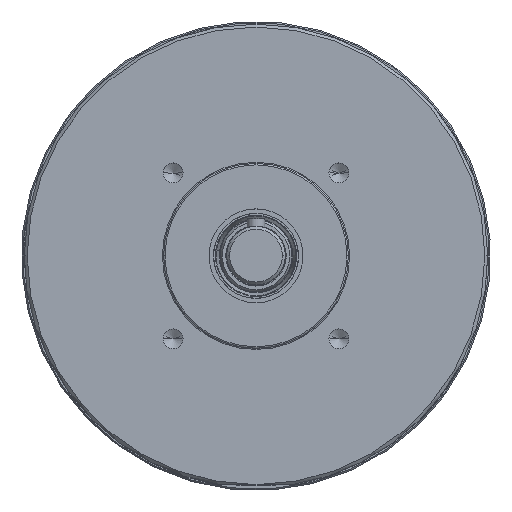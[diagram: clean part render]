
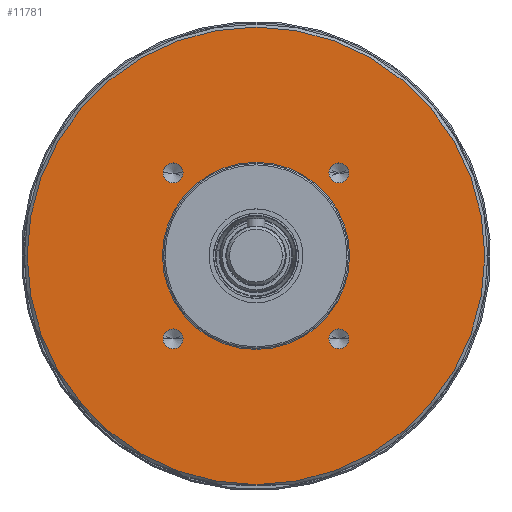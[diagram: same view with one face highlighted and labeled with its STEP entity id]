
A CAD part, top view. The second image highlights one B-rep face of the part: STEP entity #11781.
In plain terms, the highlighted planar face has unit normal (0, 0, 1).
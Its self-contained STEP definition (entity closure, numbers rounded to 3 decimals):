
#1063 = AXIS2_PLACEMENT_3D ( 'NONE', #12690, #12375, #25034 ) ;
#1148 = CIRCLE ( 'NONE', #5299, 3.4 ) ;
#1247 = CARTESIAN_POINT ( 'NONE',  ( 0., -78., -5. ) ) ;
#1300 = EDGE_CURVE ( 'NONE', #13893, #21858, #19363, .T. ) ;
#1308 = CARTESIAN_POINT ( 'NONE',  ( -28.284, -28.284, -5. ) ) ;
#1909 = ORIENTED_EDGE ( 'NONE', *, *, #27391, .F. ) ;
#2089 = CARTESIAN_POINT ( 'NONE',  ( 24.884, -28.284, -5. ) ) ;
#2183 = AXIS2_PLACEMENT_3D ( 'NONE', #13272, #13104, #23014 ) ;
#2249 = CARTESIAN_POINT ( 'NONE',  ( 31.684, -28.284, -5. ) ) ;
#2601 = DIRECTION ( 'NONE',  ( 1., 0., 0. ) ) ;
#2837 = DIRECTION ( 'NONE',  ( 1., 0., 0. ) ) ;
#2840 = AXIS2_PLACEMENT_3D ( 'NONE', #1308, #28574, #6032 ) ;
#3186 = FACE_BOUND ( 'NONE', #30239, .T. ) ;
#3329 = VERTEX_POINT ( 'NONE', #26307 ) ;
#3373 = ORIENTED_EDGE ( 'NONE', *, *, #19743, .F. ) ;
#3842 = FACE_BOUND ( 'NONE', #7147, .T. ) ;
#4071 = DIRECTION ( 'NONE',  ( 0., 0., 1. ) ) ;
#4512 = EDGE_CURVE ( 'NONE', #29376, #3329, #12036, .T. ) ;
#4563 = CARTESIAN_POINT ( 'NONE',  ( -78., 0., -5. ) ) ;
#4651 = CARTESIAN_POINT ( 'NONE',  ( -24.884, 28.284, -5. ) ) ;
#4719 = EDGE_LOOP ( 'NONE', ( #11645, #12943 ) ) ;
#4831 = DIRECTION ( 'NONE',  ( 0., 0., 1. ) ) ;
#5047 = CARTESIAN_POINT ( 'NONE',  ( 0., 0., -5. ) ) ;
#5299 = AXIS2_PLACEMENT_3D ( 'NONE', #22809, #4831, #22505 ) ;
#5434 = CARTESIAN_POINT ( 'NONE',  ( 0., 0., -5. ) ) ;
#5475 = ORIENTED_EDGE ( 'NONE', *, *, #28732, .F. ) ;
#5694 = VERTEX_POINT ( 'NONE', #28305 ) ;
#6032 = DIRECTION ( 'NONE',  ( 1., 0., 0. ) ) ;
#6333 = AXIS2_PLACEMENT_3D ( 'NONE', #5434, #22315, #2837 ) ;
#6521 = CIRCLE ( 'NONE', #24643, 3.4 ) ;
#6684 = AXIS2_PLACEMENT_3D ( 'NONE', #5047, #24843, #2601 ) ;
#6936 = DIRECTION ( 'NONE',  ( 0., 0., 1. ) ) ;
#7073 = AXIS2_PLACEMENT_3D ( 'NONE', #8220, #18122, #16171 ) ;
#7147 = EDGE_LOOP ( 'NONE', ( #29219, #9166 ) ) ;
#8220 = CARTESIAN_POINT ( 'NONE',  ( 0., 0., -5. ) ) ;
#8237 = ORIENTED_EDGE ( 'NONE', *, *, #31641, .T. ) ;
#8374 = FACE_BOUND ( 'NONE', #15301, .T. ) ;
#9166 = ORIENTED_EDGE ( 'NONE', *, *, #12005, .F. ) ;
#9264 = DIRECTION ( 'NONE',  ( 1., 0., 0. ) ) ;
#9434 = CIRCLE ( 'NONE', #2183, 3.4 ) ;
#11313 = EDGE_LOOP ( 'NONE', ( #5475, #18366 ) ) ;
#11553 = CARTESIAN_POINT ( 'NONE',  ( 0., 0., -5. ) ) ;
#11591 = AXIS2_PLACEMENT_3D ( 'NONE', #31293, #29178, #21546 ) ;
#11596 = VERTEX_POINT ( 'NONE', #2249 ) ;
#11645 = ORIENTED_EDGE ( 'NONE', *, *, #14146, .F. ) ;
#11781 = ADVANCED_FACE ( 'NONE', ( #15689, #15850, #8374, #3186, #3842, #13088 ), #17957, .T. ) ;
#11870 = DIRECTION ( 'NONE',  ( 1., 0., 0. ) ) ;
#12005 = EDGE_CURVE ( 'NONE', #3329, #29376, #30936, .T. ) ;
#12036 = CIRCLE ( 'NONE', #22917, 3.4 ) ;
#12375 = DIRECTION ( 'NONE',  ( 0., 0., 1. ) ) ;
#12690 = CARTESIAN_POINT ( 'NONE',  ( 0., 0., -5. ) ) ;
#12805 = DIRECTION ( 'NONE',  ( 0., 0., 1. ) ) ;
#12886 = CARTESIAN_POINT ( 'NONE',  ( -31.9, 0., -5. ) ) ;
#12943 = ORIENTED_EDGE ( 'NONE', *, *, #1300, .F. ) ;
#13088 = FACE_BOUND ( 'NONE', #11313, .T. ) ;
#13104 = DIRECTION ( 'NONE',  ( 0., 0., 1. ) ) ;
#13272 = CARTESIAN_POINT ( 'NONE',  ( -28.284, -28.284, -5. ) ) ;
#13345 = ORIENTED_EDGE ( 'NONE', *, *, #23742, .F. ) ;
#13747 = EDGE_LOOP ( 'NONE', ( #27959, #21545, #8237 ) ) ;
#13893 = VERTEX_POINT ( 'NONE', #12886 ) ;
#14064 = CARTESIAN_POINT ( 'NONE',  ( 28.284, -28.284, -5. ) ) ;
#14146 = EDGE_CURVE ( 'NONE', #21858, #13893, #21809, .T. ) ;
#15301 = EDGE_LOOP ( 'NONE', ( #13345, #31709 ) ) ;
#15459 = CIRCLE ( 'NONE', #6684, 78. ) ;
#15647 = AXIS2_PLACEMENT_3D ( 'NONE', #14064, #29477, #29001 ) ;
#15689 = FACE_OUTER_BOUND ( 'NONE', #13747, .T. ) ;
#15850 = FACE_BOUND ( 'NONE', #4719, .T. ) ;
#15976 = AXIS2_PLACEMENT_3D ( 'NONE', #11553, #29252, #11870 ) ;
#16142 = EDGE_CURVE ( 'NONE', #23187, #29994, #9434, .T. ) ;
#16171 = DIRECTION ( 'NONE',  ( 1., 0., 0. ) ) ;
#16452 = VERTEX_POINT ( 'NONE', #4651 ) ;
#16828 = CARTESIAN_POINT ( 'NONE',  ( -28.284, 28.284, -5. ) ) ;
#16936 = AXIS2_PLACEMENT_3D ( 'NONE', #16978, #6936, #27188 ) ;
#16978 = CARTESIAN_POINT ( 'NONE',  ( 28.284, 28.284, -5. ) ) ;
#17007 = AXIS2_PLACEMENT_3D ( 'NONE', #16828, #31114, #24130 ) ;
#17090 = CARTESIAN_POINT ( 'NONE',  ( 31.684, 28.284, -5. ) ) ;
#17506 = CIRCLE ( 'NONE', #17007, 3.4 ) ;
#17568 = EDGE_CURVE ( 'NONE', #5694, #16452, #1148, .T. ) ;
#17703 = CIRCLE ( 'NONE', #15647, 3.4 ) ;
#17957 = PLANE ( 'NONE',  #7073 ) ;
#18122 = DIRECTION ( 'NONE',  ( 0., 0., 1. ) ) ;
#18366 = ORIENTED_EDGE ( 'NONE', *, *, #17568, .F. ) ;
#19363 = CIRCLE ( 'NONE', #11591, 31.9 ) ;
#19438 = CIRCLE ( 'NONE', #2840, 3.4 ) ;
#19597 = CIRCLE ( 'NONE', #15976, 78. ) ;
#19743 = EDGE_CURVE ( 'NONE', #20209, #11596, #17703, .T. ) ;
#19841 = EDGE_CURVE ( 'NONE', #27949, #30669, #20297, .T. ) ;
#20209 = VERTEX_POINT ( 'NONE', #2089 ) ;
#20297 = CIRCLE ( 'NONE', #6333, 78. ) ;
#20764 = CARTESIAN_POINT ( 'NONE',  ( 28.284, 28.284, -5. ) ) ;
#21545 = ORIENTED_EDGE ( 'NONE', *, *, #19841, .T. ) ;
#21546 = DIRECTION ( 'NONE',  ( 1., 0., 0. ) ) ;
#21809 = CIRCLE ( 'NONE', #1063, 31.9 ) ;
#21858 = VERTEX_POINT ( 'NONE', #30607 ) ;
#22315 = DIRECTION ( 'NONE',  ( 0., 0., 1. ) ) ;
#22505 = DIRECTION ( 'NONE',  ( 1., 0., 0. ) ) ;
#22809 = CARTESIAN_POINT ( 'NONE',  ( -28.284, 28.284, -5. ) ) ;
#22917 = AXIS2_PLACEMENT_3D ( 'NONE', #20764, #12805, #28060 ) ;
#23014 = DIRECTION ( 'NONE',  ( 1., 0., 0. ) ) ;
#23187 = VERTEX_POINT ( 'NONE', #31056 ) ;
#23742 = EDGE_CURVE ( 'NONE', #29994, #23187, #19438, .T. ) ;
#24130 = DIRECTION ( 'NONE',  ( 1., 0., 0. ) ) ;
#24643 = AXIS2_PLACEMENT_3D ( 'NONE', #29239, #4071, #9264 ) ;
#24843 = DIRECTION ( 'NONE',  ( 0., 0., 1. ) ) ;
#25034 = DIRECTION ( 'NONE',  ( 1., 0., 0. ) ) ;
#26307 = CARTESIAN_POINT ( 'NONE',  ( 24.884, 28.284, -5. ) ) ;
#26547 = CARTESIAN_POINT ( 'NONE',  ( 78., 0., -5. ) ) ;
#27188 = DIRECTION ( 'NONE',  ( 1., 0., 0. ) ) ;
#27391 = EDGE_CURVE ( 'NONE', #11596, #20209, #6521, .T. ) ;
#27949 = VERTEX_POINT ( 'NONE', #26547 ) ;
#27959 = ORIENTED_EDGE ( 'NONE', *, *, #31788, .T. ) ;
#28060 = DIRECTION ( 'NONE',  ( 1., 0., 0. ) ) ;
#28305 = CARTESIAN_POINT ( 'NONE',  ( -31.684, 28.284, -5. ) ) ;
#28574 = DIRECTION ( 'NONE',  ( 0., 0., 1. ) ) ;
#28732 = EDGE_CURVE ( 'NONE', #16452, #5694, #17506, .T. ) ;
#28862 = VERTEX_POINT ( 'NONE', #1247 ) ;
#29001 = DIRECTION ( 'NONE',  ( 1., 0., 0. ) ) ;
#29178 = DIRECTION ( 'NONE',  ( 0., 0., 1. ) ) ;
#29219 = ORIENTED_EDGE ( 'NONE', *, *, #4512, .F. ) ;
#29239 = CARTESIAN_POINT ( 'NONE',  ( 28.284, -28.284, -5. ) ) ;
#29252 = DIRECTION ( 'NONE',  ( 0., 0., 1. ) ) ;
#29376 = VERTEX_POINT ( 'NONE', #17090 ) ;
#29477 = DIRECTION ( 'NONE',  ( 0., 0., 1. ) ) ;
#29994 = VERTEX_POINT ( 'NONE', #30343 ) ;
#30239 = EDGE_LOOP ( 'NONE', ( #1909, #3373 ) ) ;
#30343 = CARTESIAN_POINT ( 'NONE',  ( -24.884, -28.284, -5. ) ) ;
#30607 = CARTESIAN_POINT ( 'NONE',  ( 31.9, 0., -5. ) ) ;
#30669 = VERTEX_POINT ( 'NONE', #4563 ) ;
#30936 = CIRCLE ( 'NONE', #16936, 3.4 ) ;
#31056 = CARTESIAN_POINT ( 'NONE',  ( -31.684, -28.284, -5. ) ) ;
#31114 = DIRECTION ( 'NONE',  ( 0., 0., 1. ) ) ;
#31293 = CARTESIAN_POINT ( 'NONE',  ( 0., 0., -5. ) ) ;
#31641 = EDGE_CURVE ( 'NONE', #30669, #28862, #19597, .T. ) ;
#31709 = ORIENTED_EDGE ( 'NONE', *, *, #16142, .F. ) ;
#31788 = EDGE_CURVE ( 'NONE', #28862, #27949, #15459, .T. ) ;
